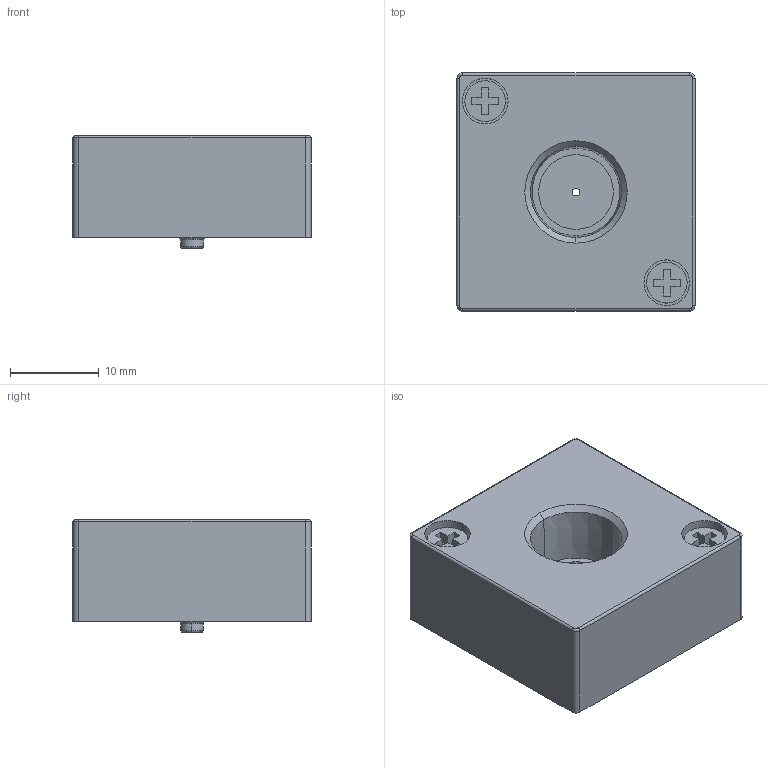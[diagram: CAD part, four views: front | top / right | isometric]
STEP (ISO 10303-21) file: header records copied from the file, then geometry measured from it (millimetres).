
FILE_DESCRIPTION (( 'STEP AP203' ), '1' );
FILE_NAME ('AGP-21.step', '2015-11-09T22:40:24', ( '' ), ( '' ), 'SwSTEP 2.0', 'SolidWorks 2015', '' );
FILE_SCHEMA (( 'CONFIG_CONTROL_DESIGN' ));
Length unit declared in the file: inch
Products named in the file (1): AGP-21
Bounding box: 26.87 x 26.87 x 12.75 mm (x, y, z)
Volume: 7558.9 mm3; surface area: 3128.9 mm2
Topology: 1 solids, 1 shells, 73 faces, 172 edges, 110 vertices
Faces by surface type: plane 39, cylinder 22, bspline 8, cone 4
Entity records: 2321 total; most frequent: CARTESIAN_POINT 560, DIRECTION 350, ORIENTED_EDGE 344, EDGE_CURVE 172, AXIS2_PLACEMENT_3D 120, VERTEX_POINT 110, VECTOR 110, LINE 110
